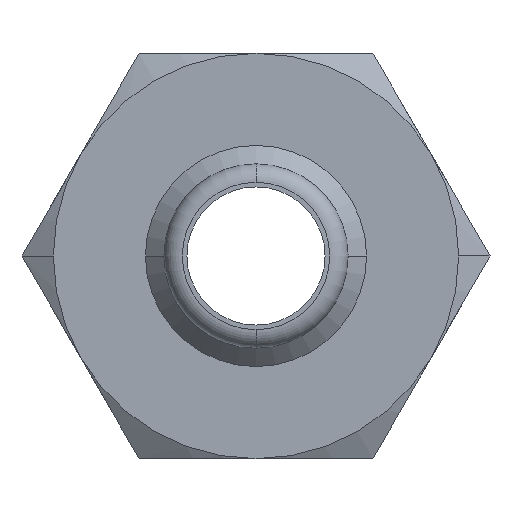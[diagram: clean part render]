
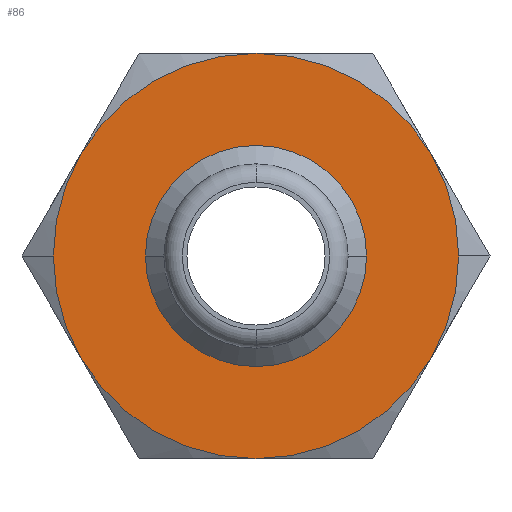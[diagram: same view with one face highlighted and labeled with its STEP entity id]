
A CAD part, front view. The second image highlights one B-rep face of the part: STEP entity #86.
In plain terms, the highlighted planar face has unit normal (0, -1, 0).
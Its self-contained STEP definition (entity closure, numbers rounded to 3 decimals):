
#86=ADVANCED_FACE('',(#207,#208),#209,.T.);
#207=FACE_OUTER_BOUND('',#362,.T.);
#208=FACE_BOUND('',#363,.T.);
#209=PLANE('',#364);
#362=EDGE_LOOP('',(#547,#548,#549,#550,#551,#552,#553,#554));
#363=EDGE_LOOP('',(#555,#556));
#364=AXIS2_PLACEMENT_3D('',#557,#558,#559);
#547=ORIENTED_EDGE('',*,*,#923,.F.);
#548=ORIENTED_EDGE('',*,*,#924,.F.);
#549=ORIENTED_EDGE('',*,*,#888,.F.);
#550=ORIENTED_EDGE('',*,*,#925,.F.);
#551=ORIENTED_EDGE('',*,*,#926,.F.);
#552=ORIENTED_EDGE('',*,*,#927,.F.);
#553=ORIENTED_EDGE('',*,*,#928,.F.);
#554=ORIENTED_EDGE('',*,*,#892,.F.);
#555=ORIENTED_EDGE('',*,*,#929,.F.);
#556=ORIENTED_EDGE('',*,*,#930,.F.);
#557=CARTESIAN_POINT('',(5.5,20.0,0.0));
#558=DIRECTION('',(-0.0,-1.0,-0.0));
#559=DIRECTION('',(-1.0,0.0,0.0));
#888=EDGE_CURVE('',#1039,#1041,#1042,.T.);
#892=EDGE_CURVE('',#1045,#1048,#1049,.T.);
#923=EDGE_CURVE('',#1061,#1045,#1101,.T.);
#924=EDGE_CURVE('',#1041,#1061,#1102,.T.);
#925=EDGE_CURVE('',#1103,#1039,#1104,.T.);
#926=EDGE_CURVE('',#1105,#1103,#1106,.T.);
#927=EDGE_CURVE('',#1107,#1105,#1108,.T.);
#928=EDGE_CURVE('',#1048,#1107,#1109,.T.);
#929=EDGE_CURVE('',#1110,#1111,#1112,.T.);
#930=EDGE_CURVE('',#1111,#1110,#1113,.T.);
#1039=VERTEX_POINT('',#1249);
#1041=VERTEX_POINT('',#1262);
#1042=CIRCLE('',#1263,11.0);
#1045=VERTEX_POINT('',#1277);
#1048=VERTEX_POINT('',#1281);
#1049=CIRCLE('',#1282,11.0);
#1061=VERTEX_POINT('',#1305);
#1101=CIRCLE('',#1430,11.0);
#1102=CIRCLE('',#1431,11.0);
#1103=VERTEX_POINT('',#1432);
#1104=CIRCLE('',#1433,11.0);
#1105=VERTEX_POINT('',#1434);
#1106=CIRCLE('',#1435,11.0);
#1107=VERTEX_POINT('',#1436);
#1108=CIRCLE('',#1437,11.0);
#1109=CIRCLE('',#1438,11.0);
#1110=VERTEX_POINT('',#1439);
#1111=VERTEX_POINT('',#1440);
#1112=CIRCLE('',#1441,6.0);
#1113=CIRCLE('',#1442,6.0);
#1249=CARTESIAN_POINT('',(-9.526,20.0,5.5));
#1262=CARTESIAN_POINT('',(0.,20.0,11.0));
#1263=AXIS2_PLACEMENT_3D('',#1751,#1752,#1753);
#1277=CARTESIAN_POINT('',(11.0,20.0,0.));
#1281=CARTESIAN_POINT('',(9.526,20.0,-5.5));
#1282=AXIS2_PLACEMENT_3D('',#1755,#1756,#1757);
#1305=CARTESIAN_POINT('',(9.526,20.0,5.5));
#1430=AXIS2_PLACEMENT_3D('',#1790,#1791,#1792);
#1431=AXIS2_PLACEMENT_3D('',#1793,#1794,#1795);
#1432=CARTESIAN_POINT('',(-11.0,20.0,0.));
#1433=AXIS2_PLACEMENT_3D('',#1796,#1797,#1798);
#1434=CARTESIAN_POINT('',(-9.526,20.0,-5.5));
#1435=AXIS2_PLACEMENT_3D('',#1799,#1800,#1801);
#1436=CARTESIAN_POINT('',(0.0,20.0,-11.0));
#1437=AXIS2_PLACEMENT_3D('',#1802,#1803,#1804);
#1438=AXIS2_PLACEMENT_3D('',#1805,#1806,#1807);
#1439=CARTESIAN_POINT('',(-6.0,20.0,0.));
#1440=CARTESIAN_POINT('',(6.0,20.0,0.));
#1441=AXIS2_PLACEMENT_3D('',#1808,#1809,#1810);
#1442=AXIS2_PLACEMENT_3D('',#1811,#1812,#1813);
#1751=CARTESIAN_POINT('',(0.0,20.0,0.0));
#1752=DIRECTION('',(-0.0,1.0,0.0));
#1753=DIRECTION('',(1.0,0.0,0.0));
#1755=CARTESIAN_POINT('',(0.0,20.0,0.0));
#1756=DIRECTION('',(-0.0,1.0,0.0));
#1757=DIRECTION('',(1.0,0.0,0.0));
#1790=CARTESIAN_POINT('',(0.0,20.0,0.0));
#1791=DIRECTION('',(-0.0,1.0,0.0));
#1792=DIRECTION('',(1.0,0.0,0.0));
#1793=CARTESIAN_POINT('',(0.0,20.0,0.0));
#1794=DIRECTION('',(-0.0,1.0,0.0));
#1795=DIRECTION('',(1.0,0.0,0.0));
#1796=CARTESIAN_POINT('',(0.0,20.0,0.0));
#1797=DIRECTION('',(-0.0,1.0,0.0));
#1798=DIRECTION('',(1.0,0.0,0.0));
#1799=CARTESIAN_POINT('',(0.0,20.0,0.0));
#1800=DIRECTION('',(-0.0,1.0,0.0));
#1801=DIRECTION('',(1.0,0.0,0.0));
#1802=CARTESIAN_POINT('',(0.0,20.0,0.0));
#1803=DIRECTION('',(-0.0,1.0,0.0));
#1804=DIRECTION('',(1.0,0.0,0.0));
#1805=CARTESIAN_POINT('',(0.0,20.0,0.0));
#1806=DIRECTION('',(-0.0,1.0,0.0));
#1807=DIRECTION('',(1.0,0.0,0.0));
#1808=CARTESIAN_POINT('',(0.0,20.0,0.0));
#1809=DIRECTION('',(0.0,-1.0,0.0));
#1810=DIRECTION('',(1.0,0.0,0.0));
#1811=CARTESIAN_POINT('',(0.0,20.0,0.0));
#1812=DIRECTION('',(0.0,-1.0,0.0));
#1813=DIRECTION('',(1.0,0.0,0.0));
